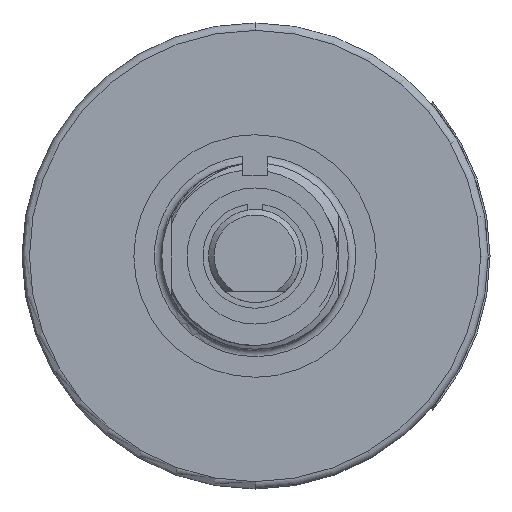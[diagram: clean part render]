
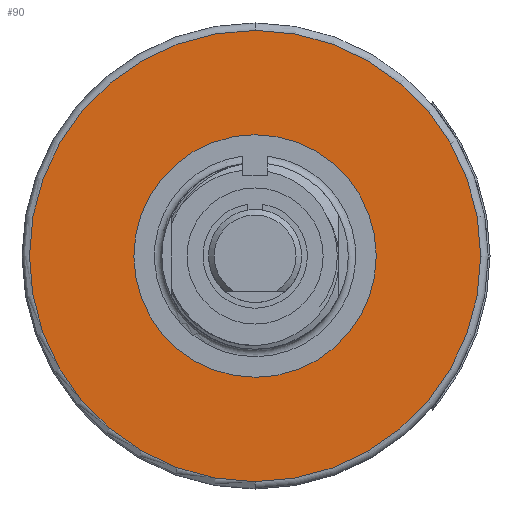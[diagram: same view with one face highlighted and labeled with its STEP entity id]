
A CAD part, front view. The second image highlights one B-rep face of the part: STEP entity #90.
In plain terms, the highlighted planar face has unit normal (0, -1, 0).
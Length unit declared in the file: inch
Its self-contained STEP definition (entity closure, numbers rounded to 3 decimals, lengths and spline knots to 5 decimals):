
#1=CARTESIAN_POINT('',(0.,0.,0.));
#2=DIRECTION('',(0.,1.,0.));
#3=DIRECTION('',(0.006,0.,1.));
#4=AXIS2_PLACEMENT_3D('',#1,#2,#3);
#6=CARTESIAN_POINT('',(0.,0.,0.));
#7=DIRECTION('',(0.,1.,0.));
#8=DIRECTION('',(-0.006,0.,-1.));
#9=AXIS2_PLACEMENT_3D('',#6,#7,#8);
#11=CARTESIAN_POINT('',(0.,0.,0.));
#12=DIRECTION('',(0.,-1.,0.));
#13=DIRECTION('',(0.006,0.,1.));
#14=AXIS2_PLACEMENT_3D('',#11,#12,#13);
#26=CARTESIAN_POINT('',(0.,0.,0.));
#27=DIRECTION('',(0.,-1.,0.));
#28=DIRECTION('',(-0.006,0.,-1.));
#29=AXIS2_PLACEMENT_3D('',#26,#27,#28);
#63=CARTESIAN_POINT('',(0.00381,0.,0.60499));
#64=CARTESIAN_POINT('',(0.00005,0.,-0.605));
#65=VERTEX_POINT('',#63);
#66=VERTEX_POINT('',#64);
#67=CARTESIAN_POINT('',(-0.00005,0.,0.605));
#68=VERTEX_POINT('',#67);
#69=CARTESIAN_POINT('',(-0.00381,0.,-0.60499));
#70=VERTEX_POINT('',#69);
#75=CARTESIAN_POINT('',(0.,0.,0.));
#76=DIRECTION('',(0.,1.,0.));
#77=DIRECTION('',(0.,0.,1.));
#78=AXIS2_PLACEMENT_3D('',#75,#76,#77);
#79=PLANE('',#78);
#81=ORIENTED_EDGE('',*,*,#80,.F.);
#83=ORIENTED_EDGE('',*,*,#82,.T.);
#85=ORIENTED_EDGE('',*,*,#84,.F.);
#87=ORIENTED_EDGE('',*,*,#86,.T.);
#88=EDGE_LOOP('',(#81,#83,#85,#87));
#89=FACE_OUTER_BOUND('',#88,.F.);
#90=ADVANCED_FACE('',(#89),#79,.F.);
#5=CIRCLE('',#4,0.605);
#10=CIRCLE('',#9,0.605);
#15=CIRCLE('',#14,0.605);
#30=CIRCLE('',#29,0.605);
#80=EDGE_CURVE('',#65,#68,#15,.T.);
#82=EDGE_CURVE('',#65,#66,#5,.T.);
#84=EDGE_CURVE('',#70,#66,#30,.T.);
#86=EDGE_CURVE('',#70,#68,#10,.T.);
